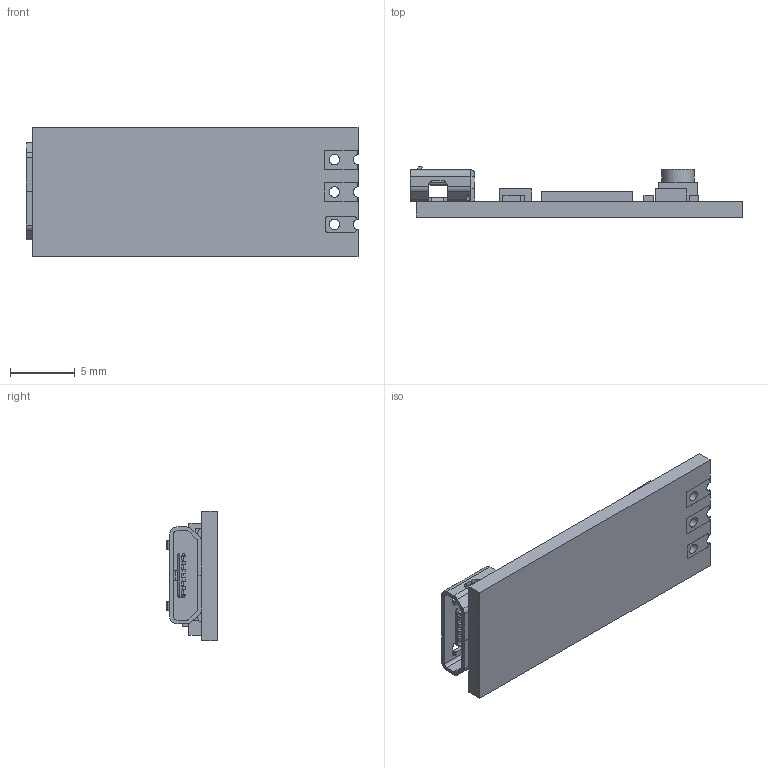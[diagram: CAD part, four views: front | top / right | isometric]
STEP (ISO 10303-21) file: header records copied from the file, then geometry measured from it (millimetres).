
FILE_DESCRIPTION(/* description */ (''),/* implementation_level */ '2;1');
FILE_NAME(/* name */ 'blinkytape controller_RevI_pcba.step',/* time_stamp */ '2021-07-22T00:22:36+02:00',/* author */ (''),/* organization */ (''),/* preprocessor_version */ 'ST-DEVELOPER v18.1',/* originating_system */ 'Autodesk Translation Framework v10.9.0.1377',/* authorisation */ '');
FILE_SCHEMA (('AUTOMOTIVE_DESIGN { 1 0 10303 214 3 1 1 }'));
Length unit declared in the file: millimetre
Products named in the file (7): blinkytape; atmega32u4; 0402caps and resistors; 0603 cap; crystal; Component5; micro usb
Assembly tree (6 placements, depth 2):
  blinkytape
    atmega32u4
    0402caps and resistors
    0603 cap
    crystal
    Component5
    micro usb
Bounding box: 25.67 x 3.92 x 10 mm (x, y, z)
Volume: 417.7 mm3; surface area: 1089.5 mm2
Topology: 15 solids, 15 shells, 544 faces, 1566 edges, 1028 vertices
Faces by surface type: plane 397, cylinder 143, sphere 4
Full cylindrical faces by diameter (mm): 0.543 x1, 0.801 x3, 2.5 x1
Entity records: 18043 total; most frequent: CARTESIAN_POINT 3176, ORIENTED_EDGE 3132, DIRECTION 2980, EDGE_CURVE 1566, LINE 1252, VECTOR 1252, VERTEX_POINT 1028, AXIS2_PLACEMENT_3D 864
